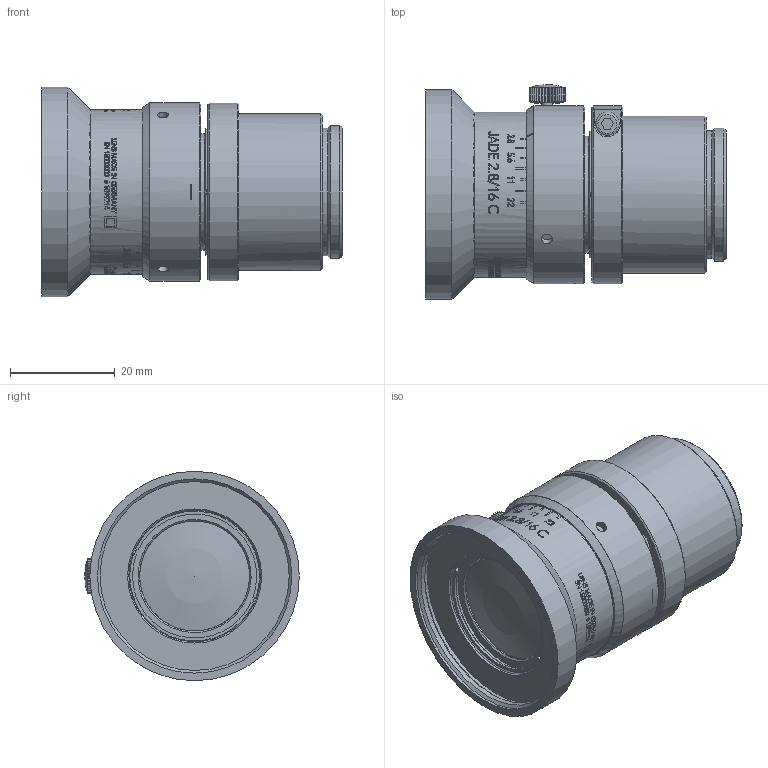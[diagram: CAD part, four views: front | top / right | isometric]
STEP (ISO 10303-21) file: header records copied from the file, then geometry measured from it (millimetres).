
FILE_DESCRIPTION(/* description */ (''),/* implementation_level */ '2;1');
FILE_NAME(/* name */ '1099214_00158848_003.stp',/* time_stamp */ '2021-09-17T11:09:37+02:00',/* author */ (''),/* organization */ (''),/* preprocessor_version */ 'ST-DEVELOPER v16',/* originating_system */ 'SIEMENS PLM Software NX 10.0',/* authorisation */ '');
FILE_SCHEMA (('AP203_CONFIGURATION_CONTROLLED_3D_DESIGN_OF_MECHANICAL_PARTS_AND_ASSEMBLIES_MIM_LF { 1 0 10303 403 2 1 2}'));
Length unit declared in the file: millimetre
Products named in the file (1): Froe47D4E78Ckmlu
Bounding box: 57.47 x 41 x 40 mm (x, y, z)
Volume: 41054.7 mm3; surface area: 13950.9 mm2
Topology: 1 solids, 4 shells, 510 faces, 1761 edges, 1375 vertices
Faces by surface type: plane 231, cylinder 226, cone 46, torus 4, sphere 3
Full cylindrical faces by diameter (mm): 1.1 x1, 1.7 x3, 1.9 x3, 2 x1, 2.05 x3, 2.5 x2, 2.7 x3, 2.8 x1, 4.5 x1, 18.5 x1, 20 x1, 21 x1, 21.1 x1, 22 x1, 22.3 x1, 23 x1, 23.1 x1, 24.4 x1, 24.5 x1, 25.4 x1, 25.5 x1, 25.6 x2, 30 x1, 31.25 x2, 31.5 x2, 32 x1, 32.5 x1, 34 x1, 36.1 x1, 37.1 x2
Entity records: 21505 total; most frequent: CARTESIAN_POINT 7530, ORIENTED_EDGE 3259, DIRECTION 2191, EDGE_CURVE 1648, VERTEX_POINT 1339, AXIS2_PLACEMENT_3D 887, B_SPLINE_CURVE_WITH_KNOTS 816, EDGE_LOOP 750
